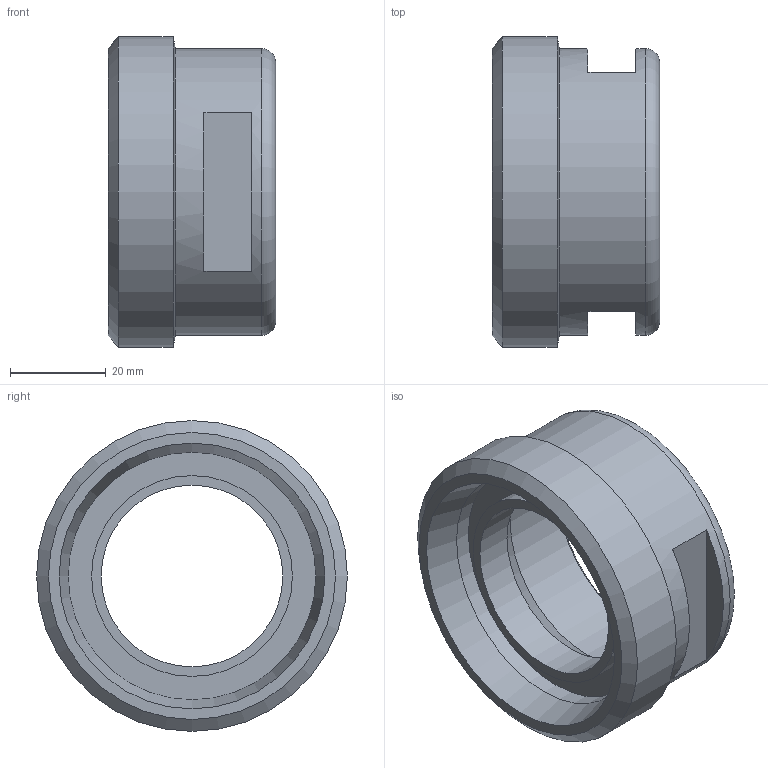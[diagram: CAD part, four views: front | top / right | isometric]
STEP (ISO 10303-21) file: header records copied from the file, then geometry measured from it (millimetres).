
FILE_DESCRIPTION((''),'2;1');
FILE_NAME('12900040X.stp','2010-08-05T14:36:35',('thilbrands'),(''),'Autodesk Inventor 2008','Autodesk Inventor 2008','');
FILE_SCHEMA(('AUTOMOTIVE_DESIGN { 1 0 10303 214 1 1 1 1 }'));
Length unit declared in the file: millimetre
Products named in the file (1): ENG-005011
Bounding box: 35 x 65 x 65 mm (x, y, z)
Volume: 42237.2 mm3; surface area: 16914.1 mm2
Topology: 1 solids, 1 shells, 24 faces, 47 edges, 29 vertices
Faces by surface type: plane 8, cylinder 7, cone 5, bspline 3, torus 1
Full cylindrical faces by diameter (mm): 38 x1, 42 x1, 45.2 x1, 47.803 x1, 51.8 x1, 60 x1, 65 x1
Entity records: 550 total; most frequent: DIRECTION 96, CARTESIAN_POINT 90, ORIENTED_EDGE 60, AXIS2_PLACEMENT_3D 44, EDGE_LOOP 44, EDGE_CURVE 30, VERTEX_POINT 26, FACE_OUTER_BOUND 24
